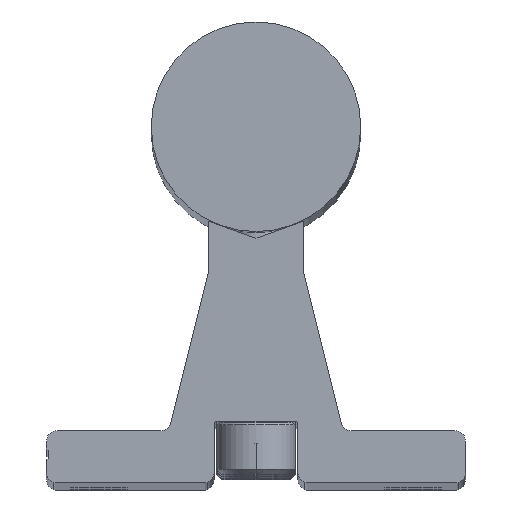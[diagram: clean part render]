
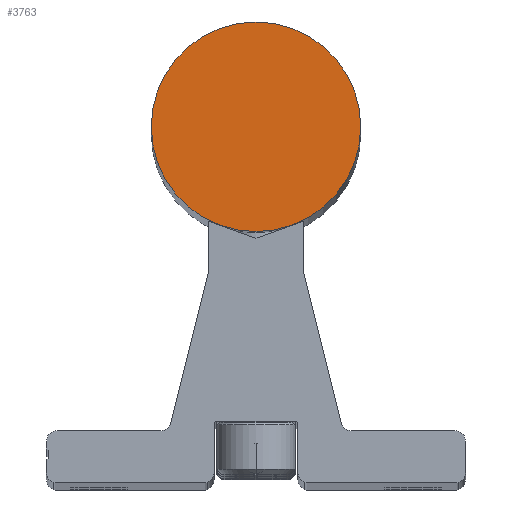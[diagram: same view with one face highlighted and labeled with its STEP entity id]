
A CAD part, top view. The second image highlights one B-rep face of the part: STEP entity #3763.
In plain terms, the highlighted planar face has unit normal (0, 0, 1).
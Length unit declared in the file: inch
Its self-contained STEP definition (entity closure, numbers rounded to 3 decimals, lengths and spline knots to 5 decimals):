
#22 = ORIENTED_EDGE ( 'NONE', *, *, #642, .T. ) ;
#68 = DIRECTION ( 'NONE',  ( 1., 0., 0. ) ) ;
#138 = AXIS2_PLACEMENT_3D ( 'NONE', #5207, #4337, #4833 ) ;
#642 = EDGE_CURVE ( 'NONE', #3037, #4121, #4822, .T. ) ;
#852 = CARTESIAN_POINT ( 'NONE',  ( 0.625, 2.125, 0. ) ) ;
#923 = FACE_OUTER_BOUND ( 'NONE', #2700, .T. ) ;
#966 = AXIS2_PLACEMENT_3D ( 'NONE', #4798, #5314, #68 ) ;
#1719 = AXIS2_PLACEMENT_3D ( 'NONE', #5383, #3011, #2537 ) ;
#2356 = PLANE ( 'NONE',  #138 ) ;
#2537 = DIRECTION ( 'NONE',  ( 1., 0., 0. ) ) ;
#2700 = EDGE_LOOP ( 'NONE', ( #22, #4073 ) ) ;
#3011 = DIRECTION ( 'NONE',  ( 0., 0., 1. ) ) ;
#3037 = VERTEX_POINT ( 'NONE', #852 ) ;
#3064 = CIRCLE ( 'NONE', #966, 0.625 ) ;
#3763 = ADVANCED_FACE ( 'NONE', ( #923 ), #2356, .T. ) ;
#4073 = ORIENTED_EDGE ( 'NONE', *, *, #5208, .T. ) ;
#4121 = VERTEX_POINT ( 'NONE', #4737 ) ;
#4337 = DIRECTION ( 'NONE',  ( 0., 0., 1. ) ) ;
#4737 = CARTESIAN_POINT ( 'NONE',  ( -0.625, 2.125, 0. ) ) ;
#4798 = CARTESIAN_POINT ( 'NONE',  ( 0., 2.125, 0. ) ) ;
#4822 = CIRCLE ( 'NONE', #1719, 0.625 ) ;
#4833 = DIRECTION ( 'NONE',  ( 1., 0., 0. ) ) ;
#5207 = CARTESIAN_POINT ( 'NONE',  ( 0., 2.125, 0. ) ) ;
#5208 = EDGE_CURVE ( 'NONE', #4121, #3037, #3064, .T. ) ;
#5314 = DIRECTION ( 'NONE',  ( 0., 0., 1. ) ) ;
#5383 = CARTESIAN_POINT ( 'NONE',  ( 0., 2.125, 0. ) ) ;
